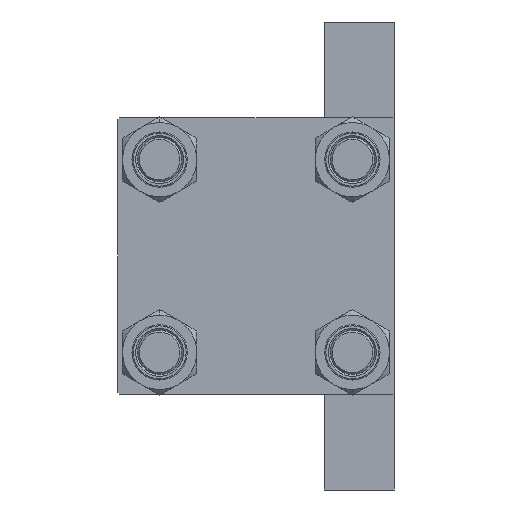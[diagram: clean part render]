
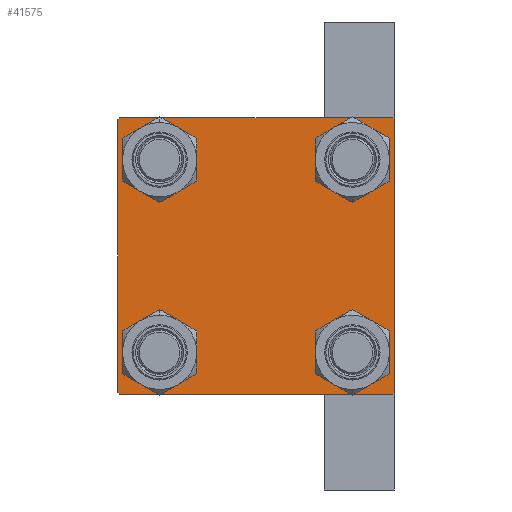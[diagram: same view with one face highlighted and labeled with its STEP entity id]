
A CAD part, left-side view. The second image highlights one B-rep face of the part: STEP entity #41575.
In plain terms, the highlighted planar face has unit normal (-1, 0, 0).
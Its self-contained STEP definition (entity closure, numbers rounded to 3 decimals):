
#437 = CARTESIAN_POINT ( 'NONE',  ( 0., 26.15, -32.65 ) ) ;
#447 = AXIS2_PLACEMENT_3D ( 'NONE', #6656, #25629, #29003 ) ;
#647 = CARTESIAN_POINT ( 'NONE',  ( 0., -26.15, 26.15 ) ) ;
#715 = ORIENTED_EDGE ( 'NONE', *, *, #36761, .T. ) ;
#1633 = LINE ( 'NONE', #19889, #27763 ) ;
#2222 = CARTESIAN_POINT ( 'NONE',  ( 0., 37.5, -37.5 ) ) ;
#2870 = VERTEX_POINT ( 'NONE', #18238 ) ;
#3106 = EDGE_LOOP ( 'NONE', ( #715, #40044, #33253, #31430, #45311, #43493, #39375, #21282 ) ) ;
#3335 = EDGE_LOOP ( 'NONE', ( #42756, #39140 ) ) ;
#3381 = CARTESIAN_POINT ( 'NONE',  ( 0., 26.15, -26.15 ) ) ;
#3516 = CARTESIAN_POINT ( 'NONE',  ( 0., -37.5, -37. ) ) ;
#4035 = LINE ( 'NONE', #7171, #39091 ) ;
#4060 = LINE ( 'NONE', #18002, #42708 ) ;
#4775 = DIRECTION ( 'NONE',  ( 0., 0., -1. ) ) ;
#4854 = DIRECTION ( 'NONE',  ( 0., 0., 1. ) ) ;
#5215 = DIRECTION ( 'NONE',  ( 1., 0., 0. ) ) ;
#5389 = CARTESIAN_POINT ( 'NONE',  ( 0., 26.15, -19.65 ) ) ;
#5743 = DIRECTION ( 'NONE',  ( 0., -1., 0. ) ) ;
#5873 = CARTESIAN_POINT ( 'NONE',  ( 0., -37.5, 37. ) ) ;
#6389 = VERTEX_POINT ( 'NONE', #3516 ) ;
#6656 = CARTESIAN_POINT ( 'NONE',  ( 0., 26.15, 26.15 ) ) ;
#7171 = CARTESIAN_POINT ( 'NONE',  ( 0., -37.25, -37.25 ) ) ;
#7867 = ORIENTED_EDGE ( 'NONE', *, *, #47643, .T. ) ;
#8040 = FACE_BOUND ( 'NONE', #13393, .T. ) ;
#8086 = ORIENTED_EDGE ( 'NONE', *, *, #35253, .T. ) ;
#8103 = VERTEX_POINT ( 'NONE', #9340 ) ;
#8358 = EDGE_CURVE ( 'NONE', #31998, #30261, #26012, .T. ) ;
#8395 = EDGE_CURVE ( 'NONE', #22681, #6389, #4035, .T. ) ;
#8689 = CARTESIAN_POINT ( 'NONE',  ( 0., 26.15, 26.15 ) ) ;
#9183 = VECTOR ( 'NONE', #17070, 1000. ) ;
#9218 = FACE_BOUND ( 'NONE', #21922, .T. ) ;
#9340 = CARTESIAN_POINT ( 'NONE',  ( 0., -37., 37.5 ) ) ;
#9706 = CIRCLE ( 'NONE', #41219, 6.5 ) ;
#9777 = VERTEX_POINT ( 'NONE', #5873 ) ;
#9796 = DIRECTION ( 'NONE',  ( 0., 0., 1. ) ) ;
#9804 = CIRCLE ( 'NONE', #47507, 6.5 ) ;
#10510 = CARTESIAN_POINT ( 'NONE',  ( 0., 26.15, -26.15 ) ) ;
#10610 = DIRECTION ( 'NONE',  ( 1., 0., 0. ) ) ;
#11000 = DIRECTION ( 'NONE',  ( 1., 0., 0. ) ) ;
#11115 = CIRCLE ( 'NONE', #17253, 6.5 ) ;
#11410 = CARTESIAN_POINT ( 'NONE',  ( 0., -26.15, -19.65 ) ) ;
#11525 = CARTESIAN_POINT ( 'NONE',  ( 0., 37., -37.5 ) ) ;
#12295 = AXIS2_PLACEMENT_3D ( 'NONE', #38094, #30619, #19327 ) ;
#12408 = DIRECTION ( 'NONE',  ( 0., 0., 1. ) ) ;
#13393 = EDGE_LOOP ( 'NONE', ( #8086, #23956 ) ) ;
#13438 = CARTESIAN_POINT ( 'NONE',  ( 0., 26.15, 32.65 ) ) ;
#13689 = CARTESIAN_POINT ( 'NONE',  ( 0., 37.25, 37.25 ) ) ;
#14106 = DIRECTION ( 'NONE',  ( 0., 0., -1. ) ) ;
#15081 = CARTESIAN_POINT ( 'NONE',  ( 0., -37.25, 37.25 ) ) ;
#15549 = CARTESIAN_POINT ( 'NONE',  ( 0., -26.15, -26.15 ) ) ;
#16026 = AXIS2_PLACEMENT_3D ( 'NONE', #647, #11000, #33119 ) ;
#16465 = CARTESIAN_POINT ( 'NONE',  ( 0., -26.15, -26.15 ) ) ;
#16676 = EDGE_LOOP ( 'NONE', ( #7867, #34295 ) ) ;
#16975 = CIRCLE ( 'NONE', #33855, 6.5 ) ;
#17070 = DIRECTION ( 'NONE',  ( 0., 0.707, -0.707 ) ) ;
#17253 = AXIS2_PLACEMENT_3D ( 'NONE', #3381, #28151, #18034 ) ;
#17519 = VERTEX_POINT ( 'NONE', #32419 ) ;
#17730 = LINE ( 'NONE', #36723, #36733 ) ;
#17837 = CARTESIAN_POINT ( 'NONE',  ( 0., -26.15, 26.15 ) ) ;
#17993 = LINE ( 'NONE', #15081, #47436 ) ;
#18002 = CARTESIAN_POINT ( 'NONE',  ( 0., 37.25, -37.25 ) ) ;
#18034 = DIRECTION ( 'NONE',  ( 0., 0., 1. ) ) ;
#18238 = CARTESIAN_POINT ( 'NONE',  ( 0., 37.5, 37. ) ) ;
#18466 = DIRECTION ( 'NONE',  ( 0., 0.707, 0.707 ) ) ;
#18682 = DIRECTION ( 'NONE',  ( 0., -0.707, 0.707 ) ) ;
#19200 = EDGE_CURVE ( 'NONE', #29554, #22681, #23861, .T. ) ;
#19327 = DIRECTION ( 'NONE',  ( 0., 0., 1. ) ) ;
#19555 = FACE_OUTER_BOUND ( 'NONE', #3106, .T. ) ;
#19713 = VERTEX_POINT ( 'NONE', #13438 ) ;
#19880 = EDGE_CURVE ( 'NONE', #9777, #6389, #1633, .T. ) ;
#19889 = CARTESIAN_POINT ( 'NONE',  ( 0., -37.5, 37.5 ) ) ;
#20294 = CARTESIAN_POINT ( 'NONE',  ( 0., 26.15, 19.65 ) ) ;
#21282 = ORIENTED_EDGE ( 'NONE', *, *, #39493, .T. ) ;
#21922 = EDGE_LOOP ( 'NONE', ( #44481, #30216 ) ) ;
#21925 = AXIS2_PLACEMENT_3D ( 'NONE', #16465, #31627, #46366 ) ;
#22681 = VERTEX_POINT ( 'NONE', #36130 ) ;
#23168 = PLANE ( 'NONE',  #12295 ) ;
#23861 = LINE ( 'NONE', #2222, #43944 ) ;
#23887 = FACE_BOUND ( 'NONE', #3335, .T. ) ;
#23956 = ORIENTED_EDGE ( 'NONE', *, *, #8358, .T. ) ;
#24272 = EDGE_CURVE ( 'NONE', #26773, #28938, #11115, .T. ) ;
#24611 = EDGE_CURVE ( 'NONE', #17519, #8103, #27127, .T. ) ;
#25629 = DIRECTION ( 'NONE',  ( 1., 0., 0. ) ) ;
#25800 = EDGE_CURVE ( 'NONE', #37997, #31771, #36495, .T. ) ;
#25808 = CIRCLE ( 'NONE', #447, 6.5 ) ;
#26012 = CIRCLE ( 'NONE', #16026, 6.5 ) ;
#26770 = FACE_BOUND ( 'NONE', #16676, .T. ) ;
#26773 = VERTEX_POINT ( 'NONE', #437 ) ;
#26803 = EDGE_CURVE ( 'NONE', #38454, #29554, #4060, .T. ) ;
#27127 = LINE ( 'NONE', #30983, #47274 ) ;
#27763 = VECTOR ( 'NONE', #4775, 1000. ) ;
#27764 = CARTESIAN_POINT ( 'NONE',  ( 0., -26.15, -32.65 ) ) ;
#28151 = DIRECTION ( 'NONE',  ( 1., 0., 0. ) ) ;
#28938 = VERTEX_POINT ( 'NONE', #5389 ) ;
#29003 = DIRECTION ( 'NONE',  ( 0., 0., 1. ) ) ;
#29065 = DIRECTION ( 'NONE',  ( 0., -0.707, -0.707 ) ) ;
#29554 = VERTEX_POINT ( 'NONE', #11525 ) ;
#30216 = ORIENTED_EDGE ( 'NONE', *, *, #25800, .T. ) ;
#30261 = VERTEX_POINT ( 'NONE', #44312 ) ;
#30619 = DIRECTION ( 'NONE',  ( -1., 0., 0. ) ) ;
#30912 = EDGE_CURVE ( 'NONE', #19713, #38053, #25808, .T. ) ;
#30983 = CARTESIAN_POINT ( 'NONE',  ( 0., 37.5, 37.5 ) ) ;
#31430 = ORIENTED_EDGE ( 'NONE', *, *, #8395, .T. ) ;
#31627 = DIRECTION ( 'NONE',  ( 1., 0., 0. ) ) ;
#31771 = VERTEX_POINT ( 'NONE', #11410 ) ;
#31998 = VERTEX_POINT ( 'NONE', #35911 ) ;
#32151 = EDGE_CURVE ( 'NONE', #38053, #19713, #9706, .T. ) ;
#32419 = CARTESIAN_POINT ( 'NONE',  ( 0., 37., 37.5 ) ) ;
#32735 = DIRECTION ( 'NONE',  ( 0., 0., 1. ) ) ;
#33119 = DIRECTION ( 'NONE',  ( 0., 0., 1. ) ) ;
#33253 = ORIENTED_EDGE ( 'NONE', *, *, #19200, .T. ) ;
#33319 = EDGE_CURVE ( 'NONE', #9777, #8103, #17993, .T. ) ;
#33855 = AXIS2_PLACEMENT_3D ( 'NONE', #10510, #43031, #9796 ) ;
#34295 = ORIENTED_EDGE ( 'NONE', *, *, #24272, .T. ) ;
#35253 = EDGE_CURVE ( 'NONE', #30261, #31998, #9804, .T. ) ;
#35911 = CARTESIAN_POINT ( 'NONE',  ( 0., -26.15, 19.65 ) ) ;
#36130 = CARTESIAN_POINT ( 'NONE',  ( 0., -37., -37.5 ) ) ;
#36495 = CIRCLE ( 'NONE', #21925, 6.5 ) ;
#36723 = CARTESIAN_POINT ( 'NONE',  ( 0., 37.5, 37.5 ) ) ;
#36733 = VECTOR ( 'NONE', #14106, 1000. ) ;
#36761 = EDGE_CURVE ( 'NONE', #2870, #38454, #17730, .T. ) ;
#37695 = AXIS2_PLACEMENT_3D ( 'NONE', #15549, #5215, #12408 ) ;
#37997 = VERTEX_POINT ( 'NONE', #27764 ) ;
#38053 = VERTEX_POINT ( 'NONE', #20294 ) ;
#38094 = CARTESIAN_POINT ( 'NONE',  ( 0., 0., 0. ) ) ;
#38454 = VERTEX_POINT ( 'NONE', #47244 ) ;
#39091 = VECTOR ( 'NONE', #18682, 1000. ) ;
#39140 = ORIENTED_EDGE ( 'NONE', *, *, #32151, .T. ) ;
#39375 = ORIENTED_EDGE ( 'NONE', *, *, #24611, .F. ) ;
#39493 = EDGE_CURVE ( 'NONE', #17519, #2870, #46714, .T. ) ;
#40044 = ORIENTED_EDGE ( 'NONE', *, *, #26803, .T. ) ;
#41219 = AXIS2_PLACEMENT_3D ( 'NONE', #8689, #41434, #4854 ) ;
#41434 = DIRECTION ( 'NONE',  ( 1., 0., 0. ) ) ;
#41575 = ADVANCED_FACE ( 'NONE', ( #8040, #9218, #26770, #23887, #19555 ), #23168, .T. ) ;
#42548 = EDGE_CURVE ( 'NONE', #31771, #37997, #44684, .T. ) ;
#42708 = VECTOR ( 'NONE', #29065, 1000. ) ;
#42756 = ORIENTED_EDGE ( 'NONE', *, *, #30912, .T. ) ;
#43031 = DIRECTION ( 'NONE',  ( 1., 0., 0. ) ) ;
#43493 = ORIENTED_EDGE ( 'NONE', *, *, #33319, .T. ) ;
#43944 = VECTOR ( 'NONE', #46292, 1000. ) ;
#44312 = CARTESIAN_POINT ( 'NONE',  ( 0., -26.15, 32.65 ) ) ;
#44481 = ORIENTED_EDGE ( 'NONE', *, *, #42548, .T. ) ;
#44684 = CIRCLE ( 'NONE', #37695, 6.5 ) ;
#45311 = ORIENTED_EDGE ( 'NONE', *, *, #19880, .F. ) ;
#46292 = DIRECTION ( 'NONE',  ( 0., -1., 0. ) ) ;
#46366 = DIRECTION ( 'NONE',  ( 0., 0., 1. ) ) ;
#46714 = LINE ( 'NONE', #13689, #9183 ) ;
#47244 = CARTESIAN_POINT ( 'NONE',  ( 0., 37.5, -37. ) ) ;
#47274 = VECTOR ( 'NONE', #5743, 1000. ) ;
#47436 = VECTOR ( 'NONE', #18466, 1000. ) ;
#47507 = AXIS2_PLACEMENT_3D ( 'NONE', #17837, #10610, #32735 ) ;
#47643 = EDGE_CURVE ( 'NONE', #28938, #26773, #16975, .T. ) ;
